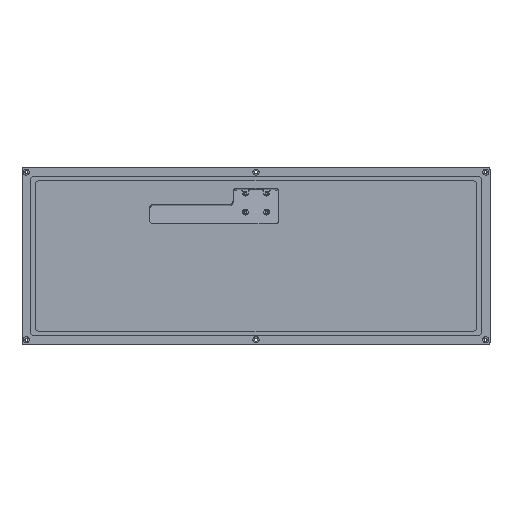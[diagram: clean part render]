
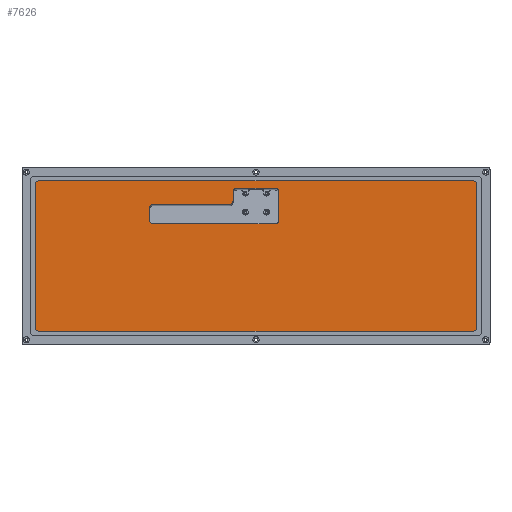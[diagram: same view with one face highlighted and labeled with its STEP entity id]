
A CAD part, top view. The second image highlights one B-rep face of the part: STEP entity #7626.
In plain terms, the highlighted planar face has unit normal (0, 0, 1).
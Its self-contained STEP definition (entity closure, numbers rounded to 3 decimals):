
#95=FACE_BOUND('',#1376,.T.);
#98=ELLIPSE('',#7701,2.516,2.5);
#138=ELLIPSE('',#8499,2.516,2.5);
#139=ELLIPSE('',#8503,2.516,2.5);
#140=ELLIPSE('',#8506,2.516,2.5);
#141=ELLIPSE('',#8511,2.516,2.5);
#142=ELLIPSE('',#8531,2.516,2.5);
#838=FACE_OUTER_BOUND('',#1375,.T.);
#1375=EDGE_LOOP('',(#6796,#6797,#6798,#6799,#6800,#6801,#6802,#6803));
#1376=EDGE_LOOP('',(#6804,#6805,#6806,#6807,#6808,#6809,#6810,#6811,#6812,
#6813,#6814,#6815));
#1980=LINE('',#13560,#2632);
#1984=LINE('',#13569,#2636);
#1987=LINE('',#13577,#2639);
#1990=LINE('',#13585,#2642);
#1996=LINE('',#13609,#2648);
#2001=LINE('',#13622,#2653);
#2005=LINE('',#13634,#2657);
#2024=LINE('',#13689,#2676);
#2029=LINE('',#13700,#2681);
#2031=LINE('',#13703,#2683);
#2632=VECTOR('',#10839,10.);
#2636=VECTOR('',#10849,10.);
#2639=VECTOR('',#10858,10.);
#2642=VECTOR('',#10867,10.);
#2648=VECTOR('',#10893,10.);
#2653=VECTOR('',#10906,10.);
#2657=VECTOR('',#10918,10.);
#2676=VECTOR('',#10977,10.);
#2681=VECTOR('',#10990,10.);
#2683=VECTOR('',#10994,10.);
#3043=CIRCLE('',#8483,2.5);
#3044=CIRCLE('',#8486,2.5);
#3045=CIRCLE('',#8489,2.5);
#3046=CIRCLE('',#8492,2.5);
#3126=VERTEX_POINT('',#11201);
#3127=VERTEX_POINT('',#11203);
#3534=VERTEX_POINT('',#13557);
#3535=VERTEX_POINT('',#13559);
#3536=VERTEX_POINT('',#13563);
#3537=VERTEX_POINT('',#13567);
#3538=VERTEX_POINT('',#13571);
#3539=VERTEX_POINT('',#13575);
#3540=VERTEX_POINT('',#13579);
#3541=VERTEX_POINT('',#13583);
#3546=VERTEX_POINT('',#13600);
#3547=VERTEX_POINT('',#13602);
#3548=VERTEX_POINT('',#13606);
#3551=VERTEX_POINT('',#13614);
#3553=VERTEX_POINT('',#13620);
#3554=VERTEX_POINT('',#13624);
#3557=VERTEX_POINT('',#13632);
#3559=VERTEX_POINT('',#13638);
#3572=VERTEX_POINT('',#13686);
#3575=VERTEX_POINT('',#13696);
#3674=EDGE_CURVE('',#3126,#3127,#98,.T.);
#4591=EDGE_CURVE('',#3534,#3535,#1980,.T.);
#4593=EDGE_CURVE('',#3536,#3535,#3043,.T.);
#4596=EDGE_CURVE('',#3536,#3537,#1984,.T.);
#4597=EDGE_CURVE('',#3538,#3537,#3044,.T.);
#4600=EDGE_CURVE('',#3538,#3539,#1987,.T.);
#4601=EDGE_CURVE('',#3540,#3539,#3045,.T.);
#4604=EDGE_CURVE('',#3540,#3541,#1990,.T.);
#4605=EDGE_CURVE('',#3534,#3541,#3046,.T.);
#4612=EDGE_CURVE('',#3546,#3547,#138,.T.);
#4615=EDGE_CURVE('',#3546,#3548,#1996,.T.);
#4619=EDGE_CURVE('',#3551,#3548,#139,.T.);
#4622=EDGE_CURVE('',#3551,#3553,#2001,.T.);
#4623=EDGE_CURVE('',#3554,#3553,#140,.T.);
#4628=EDGE_CURVE('',#3557,#3554,#2005,.T.);
#4631=EDGE_CURVE('',#3559,#3557,#141,.T.);
#4655=EDGE_CURVE('',#3559,#3572,#2024,.T.);
#4661=EDGE_CURVE('',#3575,#3572,#142,.T.);
#4662=EDGE_CURVE('',#3127,#3575,#2029,.T.);
#4664=EDGE_CURVE('',#3126,#3547,#2031,.T.);
#6796=ORIENTED_EDGE('',*,*,#4605,.T.);
#6797=ORIENTED_EDGE('',*,*,#4604,.F.);
#6798=ORIENTED_EDGE('',*,*,#4601,.T.);
#6799=ORIENTED_EDGE('',*,*,#4600,.F.);
#6800=ORIENTED_EDGE('',*,*,#4597,.T.);
#6801=ORIENTED_EDGE('',*,*,#4596,.F.);
#6802=ORIENTED_EDGE('',*,*,#4593,.T.);
#6803=ORIENTED_EDGE('',*,*,#4591,.F.);
#6804=ORIENTED_EDGE('',*,*,#4623,.F.);
#6805=ORIENTED_EDGE('',*,*,#4628,.F.);
#6806=ORIENTED_EDGE('',*,*,#4631,.F.);
#6807=ORIENTED_EDGE('',*,*,#4655,.T.);
#6808=ORIENTED_EDGE('',*,*,#4661,.F.);
#6809=ORIENTED_EDGE('',*,*,#4662,.F.);
#6810=ORIENTED_EDGE('',*,*,#3674,.F.);
#6811=ORIENTED_EDGE('',*,*,#4664,.T.);
#6812=ORIENTED_EDGE('',*,*,#4612,.F.);
#6813=ORIENTED_EDGE('',*,*,#4615,.T.);
#6814=ORIENTED_EDGE('',*,*,#4619,.F.);
#6815=ORIENTED_EDGE('',*,*,#4622,.T.);
#7123=PLANE('',#8533);
#7626=ADVANCED_FACE('',(#838,#95),#7123,.F.);
#7701=AXIS2_PLACEMENT_3D('',#11204,#8743,#8744);
#8483=AXIS2_PLACEMENT_3D('',#13564,#10843,#10844);
#8486=AXIS2_PLACEMENT_3D('',#13572,#10852,#10853);
#8489=AXIS2_PLACEMENT_3D('',#13580,#10861,#10862);
#8492=AXIS2_PLACEMENT_3D('',#13587,#10870,#10871);
#8499=AXIS2_PLACEMENT_3D('',#13603,#10887,#10888);
#8503=AXIS2_PLACEMENT_3D('',#13616,#10900,#10901);
#8506=AXIS2_PLACEMENT_3D('',#13625,#10909,#10910);
#8511=AXIS2_PLACEMENT_3D('',#13640,#10924,#10925);
#8531=AXIS2_PLACEMENT_3D('',#13698,#10986,#10987);
#8533=AXIS2_PLACEMENT_3D('',#13702,#10992,#10993);
#8743=DIRECTION('center_axis',(0.,0.,1.));
#8744=DIRECTION('ref_axis',(0.,-1.,0.));
#10839=DIRECTION('',(0.,-1.,0.));
#10843=DIRECTION('center_axis',(0.,0.,1.));
#10844=DIRECTION('ref_axis',(0.707,-0.707,0.));
#10849=DIRECTION('',(-1.,0.,0.));
#10852=DIRECTION('center_axis',(0.,0.,1.));
#10853=DIRECTION('ref_axis',(-0.707,-0.707,0.));
#10858=DIRECTION('',(0.,1.,0.));
#10861=DIRECTION('center_axis',(0.,0.,1.));
#10862=DIRECTION('ref_axis',(-0.707,0.707,0.));
#10867=DIRECTION('',(1.,0.,0.));
#10870=DIRECTION('center_axis',(0.,0.,1.));
#10871=DIRECTION('ref_axis',(0.707,0.707,0.));
#10887=DIRECTION('center_axis',(0.,0.,1.));
#10888=DIRECTION('ref_axis',(0.,-1.,0.));
#10893=DIRECTION('',(0.,1.,0.));
#10900=DIRECTION('center_axis',(0.,0.,1.));
#10901=DIRECTION('ref_axis',(0.,1.,0.));
#10906=DIRECTION('',(1.,0.,0.));
#10909=DIRECTION('center_axis',(0.,0.,-1.));
#10910=DIRECTION('ref_axis',(0.,-1.,0.));
#10918=DIRECTION('',(0.,-1.,0.));
#10924=DIRECTION('center_axis',(0.,0.,1.));
#10925=DIRECTION('ref_axis',(0.,1.,0.));
#10977=DIRECTION('',(1.,0.,0.));
#10986=DIRECTION('center_axis',(0.,0.,1.));
#10987=DIRECTION('ref_axis',(0.,1.,0.));
#10990=DIRECTION('',(0.,1.,0.));
#10992=DIRECTION('center_axis',(0.,0.,-1.));
#10993=DIRECTION('ref_axis',(-1.,0.,0.));
#10994=DIRECTION('',(-1.,0.,0.));
#11201=CARTESIAN_POINT('',(155.375,-26.605,-9.1));
#11203=CARTESIAN_POINT('',(157.875,-24.089,-9.1));
#11204=CARTESIAN_POINT('Origin',(155.375,-24.089,-9.1));
#13557=CARTESIAN_POINT('',(287.25,-1.,-9.1));
#13559=CARTESIAN_POINT('',(287.25,-94.25,-9.1));
#13560=CARTESIAN_POINT('',(287.25,-71.438,-9.1));
#13563=CARTESIAN_POINT('',(284.75,-96.75,-9.1));
#13564=CARTESIAN_POINT('Origin',(284.75,-94.25,-9.1));
#13567=CARTESIAN_POINT('',(1.,-96.75,-9.1));
#13569=CARTESIAN_POINT('',(215.813,-96.75,-9.1));
#13571=CARTESIAN_POINT('',(-1.5,-94.25,-9.1));
#13572=CARTESIAN_POINT('Origin',(1.,-94.25,-9.1));
#13575=CARTESIAN_POINT('',(-1.5,-1.,-9.1));
#13577=CARTESIAN_POINT('',(-1.5,-72.188,-9.1));
#13579=CARTESIAN_POINT('',(1.,1.5,-9.1));
#13580=CARTESIAN_POINT('Origin',(1.,-1.,-9.1));
#13583=CARTESIAN_POINT('',(284.75,1.5,-9.1));
#13585=CARTESIAN_POINT('',(215.063,1.5,-9.1));
#13587=CARTESIAN_POINT('Origin',(284.75,-1.,-9.1));
#13600=CARTESIAN_POINT('',(73.175,-24.089,-9.1));
#13602=CARTESIAN_POINT('',(75.675,-26.605,-9.1));
#13603=CARTESIAN_POINT('Origin',(75.675,-24.089,-9.1));
#13606=CARTESIAN_POINT('',(73.175,-16.41,-9.1));
#13609=CARTESIAN_POINT('',(73.175,-61.174,-9.1));
#13614=CARTESIAN_POINT('',(75.675,-13.894,-9.1));
#13616=CARTESIAN_POINT('Origin',(75.675,-16.41,-9.1));
#13620=CARTESIAN_POINT('',(125.375,-13.894,-9.1));
#13622=CARTESIAN_POINT('',(207.562,-13.894,-9.1));
#13624=CARTESIAN_POINT('',(127.875,-11.377,-9.1));
#13625=CARTESIAN_POINT('Origin',(125.375,-11.377,-9.1));
#13632=CARTESIAN_POINT('',(127.875,-5.872,-9.1));
#13634=CARTESIAN_POINT('',(127.875,-50.5,-9.1));
#13638=CARTESIAN_POINT('',(130.375,-3.356,-9.1));
#13640=CARTESIAN_POINT('Origin',(130.375,-5.872,-9.1));
#13686=CARTESIAN_POINT('',(155.375,-3.356,-9.1));
#13689=CARTESIAN_POINT('',(210.562,-3.356,-9.1));
#13696=CARTESIAN_POINT('',(157.875,-5.872,-9.1));
#13698=CARTESIAN_POINT('Origin',(155.375,-5.872,-9.1));
#13700=CARTESIAN_POINT('',(157.875,-56.75,-9.1));
#13702=CARTESIAN_POINT('Origin',(287.25,-96.75,-9.1));
#13703=CARTESIAN_POINT('',(215.063,-26.605,-9.1));
